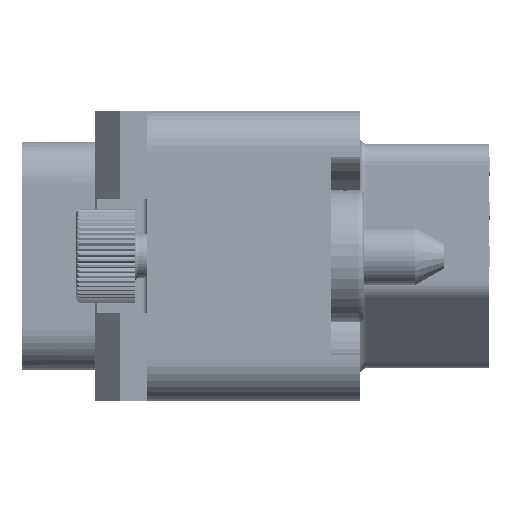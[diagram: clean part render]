
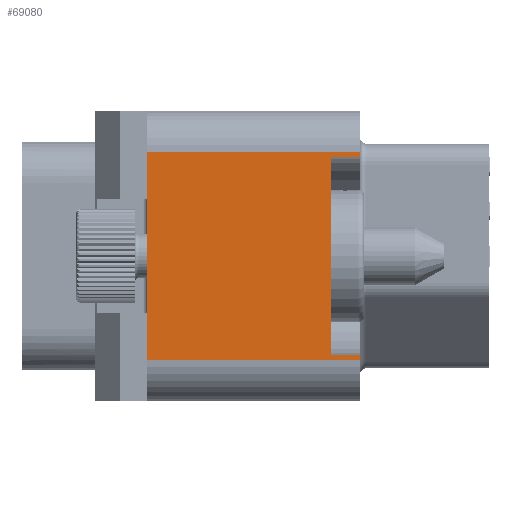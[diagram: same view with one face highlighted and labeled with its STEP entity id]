
A CAD part, left-side view. The second image highlights one B-rep face of the part: STEP entity #69080.
In plain terms, the highlighted planar face has unit normal (-1, 0, 0).
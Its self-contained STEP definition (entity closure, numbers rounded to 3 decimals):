
#1659=DIRECTION('',(0.,0.,-1.));
#1660=VECTOR('',#1659,10.);
#1661=CARTESIAN_POINT('',(-40.,10.25,5.));
#1662=LINE('',#1661,#1660);
#1762=DIRECTION('',(0.,-1.,0.));
#1763=VECTOR('',#1762,10.25);
#1764=CARTESIAN_POINT('',(-40.,10.25,5.));
#1765=LINE('',#1764,#1763);
#4434=DIRECTION('',(0.,1.,0.));
#4435=VECTOR('',#4434,10.25);
#4436=CARTESIAN_POINT('',(-40.,0.,-5.));
#4437=LINE('',#4436,#4435);
#4443=DIRECTION('',(0.,0.,1.));
#4444=VECTOR('',#4443,9.5);
#4445=CARTESIAN_POINT('',(-40.,1.4,-4.75));
#4446=LINE('',#4445,#4444);
#4447=DIRECTION('',(0.,1.,0.));
#4448=VECTOR('',#4447,1.4);
#4449=CARTESIAN_POINT('',(-40.,0.,-4.75));
#4450=LINE('',#4449,#4448);
#4451=DIRECTION('',(0.,0.,-1.));
#4452=VECTOR('',#4451,0.25);
#4453=CARTESIAN_POINT('',(-40.,0.,-4.75));
#4454=LINE('',#4453,#4452);
#4455=DIRECTION('',(0.,0.,-1.));
#4456=VECTOR('',#4455,0.25);
#4457=CARTESIAN_POINT('',(-40.,0.,5.));
#4458=LINE('',#4457,#4456);
#4459=DIRECTION('',(0.,1.,0.));
#4460=VECTOR('',#4459,1.4);
#4461=CARTESIAN_POINT('',(-40.,0.,4.75));
#4462=LINE('',#4461,#4460);
#52151=CARTESIAN_POINT('',(-40.,0.,5.));
#52152=VERTEX_POINT('',#52151);
#52153=CARTESIAN_POINT('',(-40.,10.25,5.));
#52154=VERTEX_POINT('',#52153);
#52159=CARTESIAN_POINT('',(-40.,10.25,-5.));
#52160=VERTEX_POINT('',#52159);
#52161=CARTESIAN_POINT('',(-40.,0.,-5.));
#52162=VERTEX_POINT('',#52161);
#52179=CARTESIAN_POINT('',(-40.,0.,-4.75));
#52181=VERTEX_POINT('',#52179);
#52185=CARTESIAN_POINT('',(-40.,0.,4.75));
#52186=VERTEX_POINT('',#52185);
#52187=CARTESIAN_POINT('',(-40.,1.4,-4.75));
#52188=CARTESIAN_POINT('',(-40.,1.4,4.75));
#52189=VERTEX_POINT('',#52187);
#52190=VERTEX_POINT('',#52188);
#69062=CARTESIAN_POINT('',(-40.,0.,7.));
#69063=DIRECTION('',(-1.,0.,0.));
#69064=DIRECTION('',(0.,1.,0.));
#69065=AXIS2_PLACEMENT_3D('',#69062,#69063,#69064);
#69066=PLANE('',#69065);
#69068=ORIENTED_EDGE('',*,*,#69067,.F.);
#69070=ORIENTED_EDGE('',*,*,#69069,.F.);
#69071=ORIENTED_EDGE('',*,*,#66842,.T.);
#69072=ORIENTED_EDGE('',*,*,#69056,.T.);
#69073=ORIENTED_EDGE('',*,*,#66739,.F.);
#69074=ORIENTED_EDGE('',*,*,#66819,.T.);
#69075=ORIENTED_EDGE('',*,*,#66850,.T.);
#69077=ORIENTED_EDGE('',*,*,#69076,.T.);
#69078=EDGE_LOOP('',(#69068,#69070,#69071,#69072,#69073,#69074,#69075,#69077));
#69079=FACE_OUTER_BOUND('',#69078,.F.);
#69080=ADVANCED_FACE('',(#69079),#69066,.T.);
#66739=EDGE_CURVE('',#52154,#52160,#1662,.T.);
#66819=EDGE_CURVE('',#52154,#52152,#1765,.T.);
#66842=EDGE_CURVE('',#52181,#52162,#4454,.T.);
#66850=EDGE_CURVE('',#52152,#52186,#4458,.T.);
#69056=EDGE_CURVE('',#52162,#52160,#4437,.T.);
#69067=EDGE_CURVE('',#52189,#52190,#4446,.T.);
#69069=EDGE_CURVE('',#52181,#52189,#4450,.T.);
#69076=EDGE_CURVE('',#52186,#52190,#4462,.T.);
